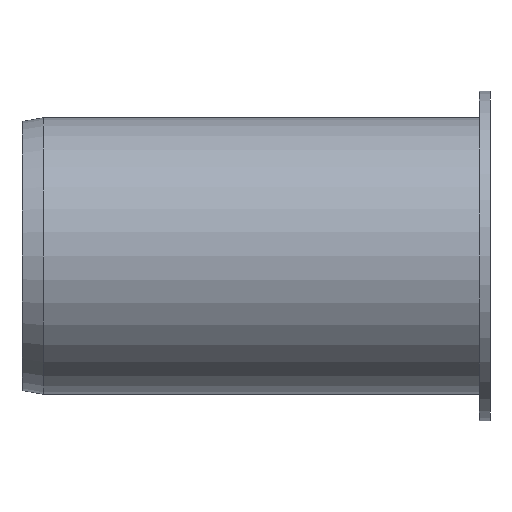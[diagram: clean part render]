
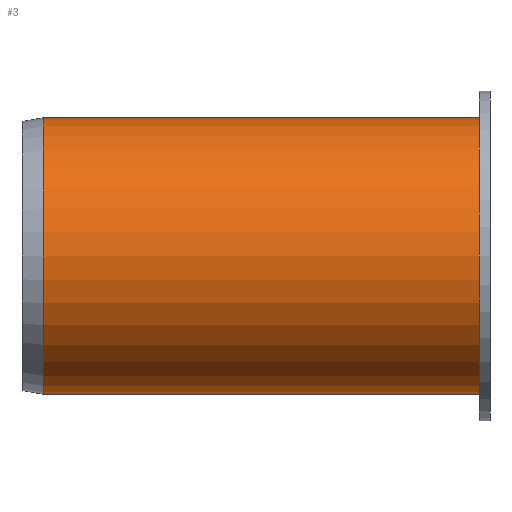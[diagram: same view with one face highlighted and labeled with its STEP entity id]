
A CAD part, left-side view. The second image highlights one B-rep face of the part: STEP entity #3.
In plain terms, the highlighted cylindrical face has radius 6.5 mm (diameter 13 mm), a partial arc.
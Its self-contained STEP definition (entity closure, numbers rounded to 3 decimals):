
#3 = ADVANCED_FACE ( 'NONE', ( #269 ), #264, .T. ) ;
#14 = AXIS2_PLACEMENT_3D ( 'NONE', #186, #185, #184 ) ;
#25 = AXIS2_PLACEMENT_3D ( 'NONE', #202, #194, #210 ) ;
#35 = EDGE_CURVE ( 'NONE', #319, #318, #245, .T. ) ;
#40 = AXIS2_PLACEMENT_3D ( 'NONE', #155, #153, #150 ) ;
#47 = EDGE_CURVE ( 'NONE', #332, #334, #236, .T. ) ;
#51 = EDGE_CURVE ( 'NONE', #318, #334, #228, .T. ) ;
#53 = EDGE_CURVE ( 'NONE', #319, #332, #234, .T. ) ;
#103 = CARTESIAN_POINT ( 'NONE',  ( 0., 21., -6.5 ) ) ;
#108 = CARTESIAN_POINT ( 'NONE',  ( 0., 21., 6.5 ) ) ;
#118 = CARTESIAN_POINT ( 'NONE',  ( 0., 0.5, 6.5 ) ) ;
#127 = CARTESIAN_POINT ( 'NONE',  ( 0., 0.5, -6.5 ) ) ;
#130 = DIRECTION ( 'NONE',  ( 0., 1., 0. ) ) ;
#143 = CARTESIAN_POINT ( 'NONE',  ( 0., 0.5, 6.5 ) ) ;
#148 = DIRECTION ( 'NONE',  ( 0., 1., 0. ) ) ;
#149 = CARTESIAN_POINT ( 'NONE',  ( 0., 0.5, -6.5 ) ) ;
#150 = DIRECTION ( 'NONE',  ( 0., 0., -1. ) ) ;
#153 = DIRECTION ( 'NONE',  ( 0., -1., 0. ) ) ;
#155 = CARTESIAN_POINT ( 'NONE',  ( 0., 21., 0. ) ) ;
#184 = DIRECTION ( 'NONE',  ( 0., 0., 1. ) ) ;
#185 = DIRECTION ( 'NONE',  ( 0., -1., 0. ) ) ;
#186 = CARTESIAN_POINT ( 'NONE',  ( 0., 0.5, 0. ) ) ;
#194 = DIRECTION ( 'NONE',  ( 0., 1., 0. ) ) ;
#202 = CARTESIAN_POINT ( 'NONE',  ( 0., 0.5, 0. ) ) ;
#210 = DIRECTION ( 'NONE',  ( 0., 0., 1. ) ) ;
#221 = VECTOR ( 'NONE', #130, 1000. ) ;
#225 = VECTOR ( 'NONE', #148, 1000. ) ;
#228 = LINE ( 'NONE', #149, #225 ) ;
#234 = LINE ( 'NONE', #143, #221 ) ;
#236 = CIRCLE ( 'NONE', #40, 6.5 ) ;
#245 = CIRCLE ( 'NONE', #14, 6.5 ) ;
#264 = CYLINDRICAL_SURFACE ( 'NONE', #25, 6.5 ) ;
#269 = FACE_OUTER_BOUND ( 'NONE', #281, .T. ) ;
#281 = EDGE_LOOP ( 'NONE', ( #307, #301, #309, #302 ) ) ;
#301 = ORIENTED_EDGE ( 'NONE', *, *, #35, .F. ) ;
#302 = ORIENTED_EDGE ( 'NONE', *, *, #47, .T. ) ;
#307 = ORIENTED_EDGE ( 'NONE', *, *, #51, .F. ) ;
#309 = ORIENTED_EDGE ( 'NONE', *, *, #53, .T. ) ;
#318 = VERTEX_POINT ( 'NONE', #127 ) ;
#319 = VERTEX_POINT ( 'NONE', #118 ) ;
#332 = VERTEX_POINT ( 'NONE', #108 ) ;
#334 = VERTEX_POINT ( 'NONE', #103 ) ;
